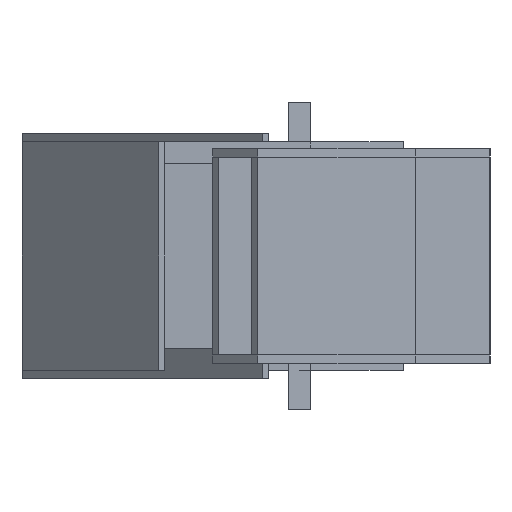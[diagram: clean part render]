
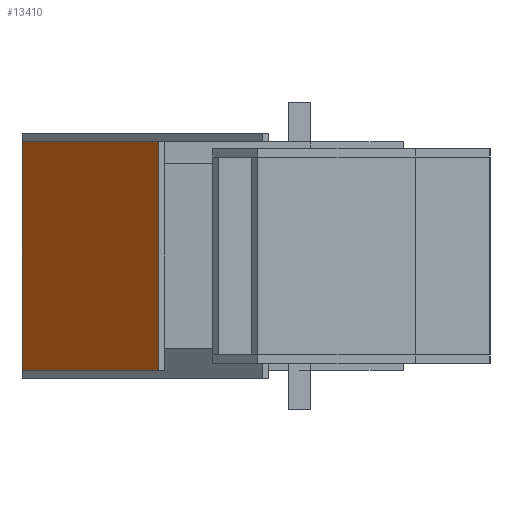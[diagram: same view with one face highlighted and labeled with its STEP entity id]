
A CAD part, left-side view. The second image highlights one B-rep face of the part: STEP entity #13410.
In plain terms, the highlighted planar face has unit normal (-0.707, 0.707, 0).
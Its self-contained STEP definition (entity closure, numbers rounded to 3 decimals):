
#86 = EDGE_CURVE ( 'NONE', #6813, #9988, #11949, .T. ) ;
#109 = VECTOR ( 'NONE', #4986, 1000. ) ;
#142 = ORIENTED_EDGE ( 'NONE', *, *, #4332, .F. ) ;
#179 = VECTOR ( 'NONE', #14317, 1000. ) ;
#214 = ORIENTED_EDGE ( 'NONE', *, *, #14258, .F. ) ;
#721 = FACE_OUTER_BOUND ( 'NONE', #11668, .T. ) ;
#1364 = DIRECTION ( 'NONE',  ( 0., 0., 1. ) ) ;
#2557 = AXIS2_PLACEMENT_3D ( 'NONE', #6638, #6716, #13446 ) ;
#2559 = LINE ( 'NONE', #9241, #8186 ) ;
#2686 = ORIENTED_EDGE ( 'NONE', *, *, #7630, .F. ) ;
#2718 = CARTESIAN_POINT ( 'NONE',  ( -500., 159.899, 186. ) ) ;
#3303 = CARTESIAN_POINT ( 'NONE',  ( -500., 159.899, 0. ) ) ;
#3399 = CARTESIAN_POINT ( 'NONE',  ( -611.016, 48.884, 0. ) ) ;
#3938 = DIRECTION ( 'NONE',  ( -0.707, -0.707, 0. ) ) ;
#4177 = ORIENTED_EDGE ( 'NONE', *, *, #86, .T. ) ;
#4332 = EDGE_CURVE ( 'NONE', #6813, #14137, #2559, .T. ) ;
#4395 = PLANE ( 'NONE',  #2557 ) ;
#4749 = VECTOR ( 'NONE', #3938, 1000. ) ;
#4986 = DIRECTION ( 'NONE',  ( 0., 0., -1. ) ) ;
#6377 = CARTESIAN_POINT ( 'NONE',  ( -500., 159.899, 186. ) ) ;
#6638 = CARTESIAN_POINT ( 'NONE',  ( -579.95, 79.95, 186. ) ) ;
#6677 = CARTESIAN_POINT ( 'NONE',  ( -611.016, 48.884, 186. ) ) ;
#6716 = DIRECTION ( 'NONE',  ( -0.707, 0.707, 0. ) ) ;
#6813 = VERTEX_POINT ( 'NONE', #3303 ) ;
#6929 = LINE ( 'NONE', #8056, #109 ) ;
#7630 = EDGE_CURVE ( 'NONE', #13162, #9988, #6929, .T. ) ;
#8056 = CARTESIAN_POINT ( 'NONE',  ( -611.016, 48.884, 186. ) ) ;
#8186 = VECTOR ( 'NONE', #1364, 1000. ) ;
#9241 = CARTESIAN_POINT ( 'NONE',  ( -500., 159.899, 186. ) ) ;
#9988 = VERTEX_POINT ( 'NONE', #3399 ) ;
#11668 = EDGE_LOOP ( 'NONE', ( #142, #4177, #2686, #214 ) ) ;
#11949 = LINE ( 'NONE', #14195, #4749 ) ;
#12217 = LINE ( 'NONE', #6377, #179 ) ;
#13162 = VERTEX_POINT ( 'NONE', #6677 ) ;
#13410 = ADVANCED_FACE ( 'NONE', ( #721 ), #4395, .T. ) ;
#13446 = DIRECTION ( 'NONE',  ( -0.707, -0.707, 0. ) ) ;
#14137 = VERTEX_POINT ( 'NONE', #2718 ) ;
#14195 = CARTESIAN_POINT ( 'NONE',  ( -500., 159.899, 0. ) ) ;
#14258 = EDGE_CURVE ( 'NONE', #14137, #13162, #12217, .T. ) ;
#14317 = DIRECTION ( 'NONE',  ( -0.707, -0.707, 0. ) ) ;
